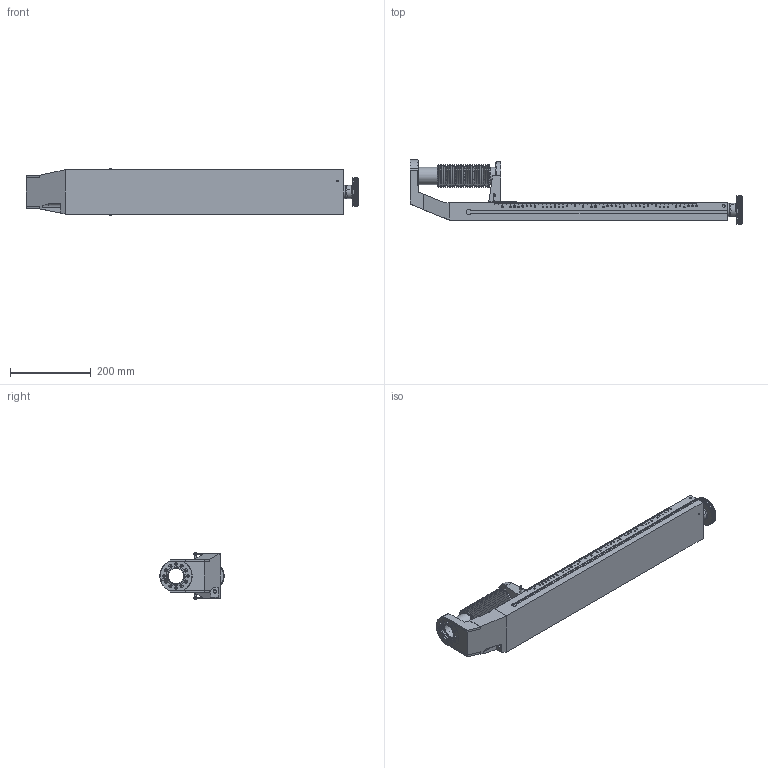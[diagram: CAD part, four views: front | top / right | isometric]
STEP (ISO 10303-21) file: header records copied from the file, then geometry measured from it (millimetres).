
FILE_DESCRIPTION(('FreeCAD Model'),'2;1');
FILE_NAME('621-ZLT-C40-500.stp', '2015-09-04T16:29:40',('FreeCAD'),('FreeCAD'), 'Open CASCADE STEP processor 6.3','FreeCAD','Unknown');
FILE_SCHEMA(('AUTOMOTIVE_DESIGN_CC2 { 1 2 10303 214 -1 1 5 4 }'));
Length unit declared in the file: millimetre
Products named in the file (1184): -oa007; -oa008; -oa0; -oa043; -oa044; -oa045; -oa046; -oa047; -oa048; -oa038; -oa039; -oa040; -oa042; -oa460; -oa461; -oa462; -oa463; -oa464; -oa465; -oa466; -oa467; -oa468; -oa469; -oa470; -oa471; -oa472; -oa473; -oa474; -oa475; -oa476; -oa477; -oa478; -oa479; -oa480; -oa481; -oa482; -oa483; -oa484; -oa485; -oa486 ...
Bounding box: 821 x 158.87 x 117 mm (x, y, z)
Volume: 2427129.9 mm3; surface area: 640400.6 mm2
Topology: 1184 solids, 1184 shells, 10292 faces, 23635 edges, 15720 vertices
Faces by surface type: plane 7098, cylinder 2614, extrusion 426, cone 146, torus 8
Full cylindrical faces by diameter (mm): 2 x2, 2.1 x4, 2.459 x2, 3 x2, 3.3 x1, 4.917 x7, 6 x4, 6.35 x6, 6.6 x6, 6.647 x4, 8.5 x1, 12 x2, 19 x1, 32.4 x2, 38.4 x2, 39 x3, 42.4 x2, 42.6 x1, 48.3 x2, 58.8 x2, 69.9 x1
Entity records: 693777 total; most frequent: CARTESIAN_POINT 208405, DIRECTION 78021, ORIENTED_EDGE 47262, PCURVE 47262, DEFINITIONAL_REPRESENTATION 47262, VECTOR 44770, LINE 44344, EDGE_CURVE 23631
